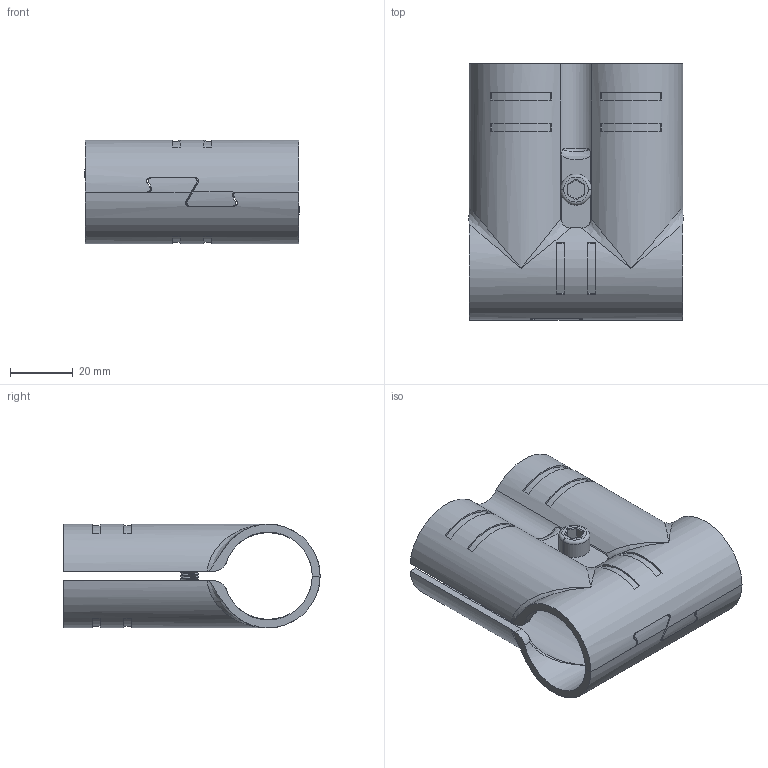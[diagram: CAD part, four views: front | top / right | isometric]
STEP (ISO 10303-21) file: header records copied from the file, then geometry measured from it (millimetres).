
FILE_DESCRIPTION (( 'STEP AP214' ), '1' );
FILE_NAME ('B303 Ñîåäèíèòåëü òðóáíûé, Ô28, 9B.STEP', '2023-11-07T13:49:38', ( '' ), ( '' ), 'SwSTEP 2.0', 'SolidWorks 2022', '' );
FILE_SCHEMA (( 'AUTOMOTIVE_DESIGN' ));
Length unit declared in the file: millimetre
Products named in the file (2): B303 Соединитель трубный, Ф28, 9B; B303 Соединитель трубный, Ф28, 9B_00
Assembly tree (1 placements, depth 2):
  B303 Соединитель трубный, Ф28, 9B
    B303 Соединитель трубный, Ф28, 9B_00
Bounding box: 68.18 x 81.5 x 33 mm (x, y, z)
Volume: 35144.6 mm3; surface area: 31452.7 mm2
Topology: 4 solids, 4 shells, 339 faces, 856 edges, 552 vertices
Faces by surface type: plane 144, cylinder 132, bspline 46, cone 9, sphere 4, torus 4
Entity records: 23704 total; most frequent: CARTESIAN_POINT 12331, ORIENTED_EDGE 1712, DIRECTION 1329, EDGE_CURVE 856, VERTEX_POINT 552, AXIS2_PLACEMENT_3D 471, VECTOR 387, LINE 387
